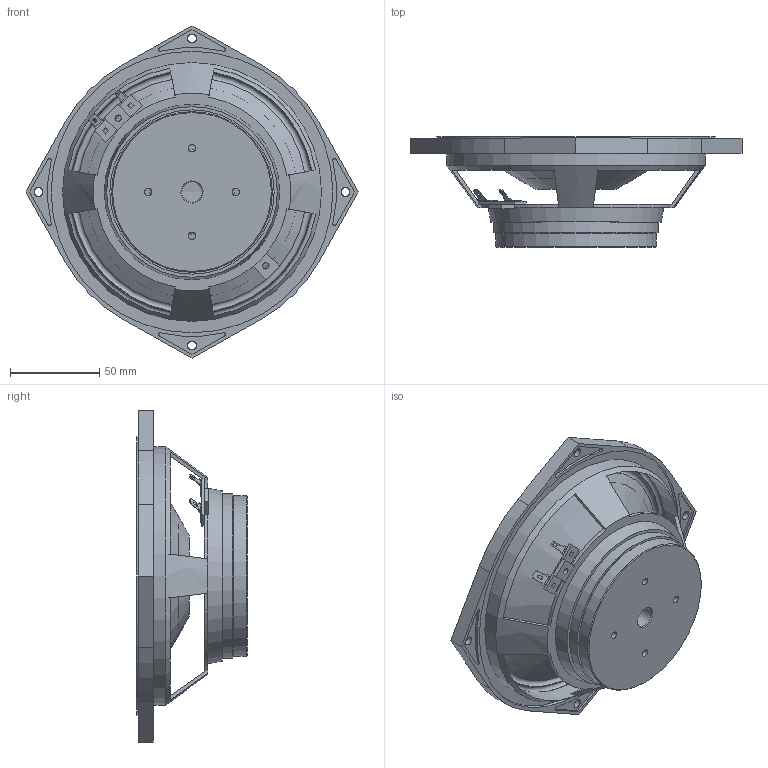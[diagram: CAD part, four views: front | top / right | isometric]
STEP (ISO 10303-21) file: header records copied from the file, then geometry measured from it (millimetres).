
FILE_DESCRIPTION (( 'STEP AP203' ), '1' );
FILE_NAME ('164 3D.STEP', '2023-05-17T14:12:29', ( '' ), ( '' ), 'SwSTEP 2.0', 'SolidWorks 2020', '' );
FILE_SCHEMA (( 'CONFIG_CONTROL_DESIGN' ));
Length unit declared in the file: millimetre
Products named in the file (1): 164 3D
Bounding box: 186 x 61.7 x 186 mm (x, y, z)
Surface area: 119782.9 mm2 (no closed solid volume)
Topology: 0 solids, 13 shells, 186 faces, 547 edges, 371 vertices
Faces by surface type: plane 105, cylinder 60, cone 15, torus 5, sphere 1
Full cylindrical faces by diameter (mm): 3.6 x2, 4 x4, 5 x4, 11.4 x1, 90 x1, 92 x1, 141 x1, 145 x1, 148 x1, 156 x1, 157.8 x2
Entity records: 6043 total; most frequent: CARTESIAN_POINT 1046, DIRECTION 1044, ORIENTED_EDGE 900, EDGE_CURVE 500, VERTEX_POINT 359, AXIS2_PLACEMENT_3D 357, VECTOR 330, LINE 330
